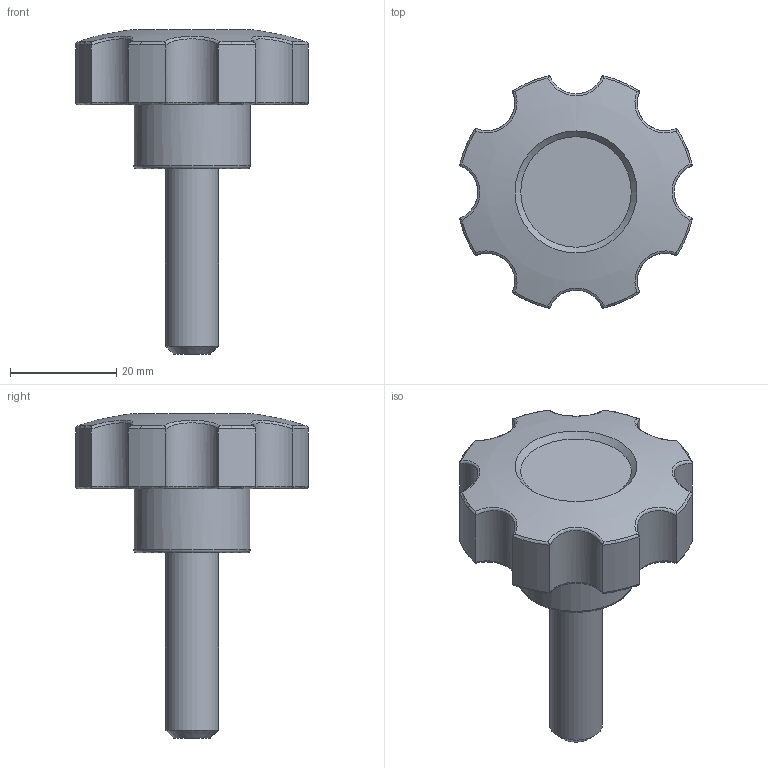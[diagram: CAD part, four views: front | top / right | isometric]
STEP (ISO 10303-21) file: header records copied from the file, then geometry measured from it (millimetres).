
FILE_DESCRIPTION( ( 'Unknown' ), '1' );
FILE_NAME( '6302150_VPA45_M10x35.stp', 'Unknown', ( 'Unknown' ), ( 'Unknown' ), 'PSStep 11.0', 'Unknown', ' ' );
FILE_SCHEMA( ( 'AUTOMOTIVE_DESIGN { 1 0 10303 214 1 1 1 1 }' ) );
Length unit declared in the file: millimetre
Products named in the file (1): 6302150
Bounding box: 43.91 x 43.91 x 61.18 mm (x, y, z)
Volume: 21644.3 mm3; surface area: 8913.1 mm2
Topology: 1 solids, 7 shells, 104 faces, 246 edges, 158 vertices
Faces by surface type: plane 34, torus 30, cylinder 24, bspline 8, cone 7, sphere 1
Full cylindrical faces by diameter (mm): 10 x1, 22 x1
Entity records: 8180 total; most frequent: CARTESIAN_POINT 5133, ORIENTED_EDGE 466, DIRECTION 428, EDGE_CURVE 233, AXIS2_PLACEMENT_3D 186, VERTEX_POINT 153, EDGE_LOOP 114, FACE_OUTER_BOUND 109
